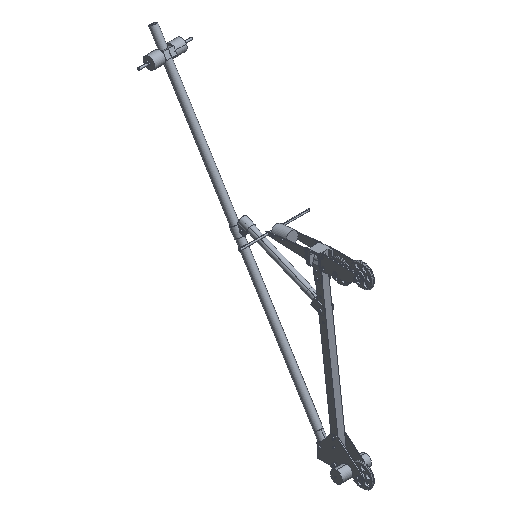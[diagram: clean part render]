
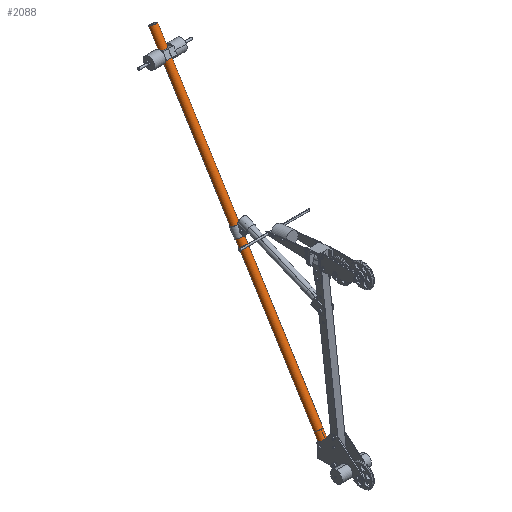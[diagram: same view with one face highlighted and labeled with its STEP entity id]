
A CAD part, isometric view. The second image highlights one B-rep face of the part: STEP entity #2088.
In plain terms, the highlighted cylindrical face has radius 15 mm (diameter 30 mm), a partial arc.
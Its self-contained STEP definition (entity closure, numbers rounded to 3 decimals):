
#1111 = VERTEX_POINT ( 'NONE', #9838 ) ;
#1112 = VERTEX_POINT ( 'NONE', #9839 ) ;
#1113 = VERTEX_POINT ( 'NONE', #9840 ) ;
#1114 = VERTEX_POINT ( 'NONE', #9841 ) ;
#2088 = ADVANCED_FACE ( 'NONE', ( #13834 ), #13841, .T. ) ;
#2895 = EDGE_CURVE ( 'NONE', #1112, #1111, #19843, .T. ) ;
#2898 = EDGE_CURVE ( 'NONE', #1114, #1113, #19847, .T. ) ;
#2901 = EDGE_CURVE ( 'NONE', #1112, #1114, #19850, .T. ) ;
#2903 = EDGE_CURVE ( 'NONE', #1111, #1113, #19848, .T. ) ;
#4637 = EDGE_LOOP ( 'NONE', ( #5233, #5234, #5235, #5236 ) ) ;
#5233 = ORIENTED_EDGE ( 'NONE', *, *, #2903, .F. ) ;
#5234 = ORIENTED_EDGE ( 'NONE', *, *, #2895, .F. ) ;
#5235 = ORIENTED_EDGE ( 'NONE', *, *, #2901, .T. ) ;
#5236 = ORIENTED_EDGE ( 'NONE', *, *, #2898, .T. ) ;
#8737 = AXIS2_PLACEMENT_3D ( 'NONE', #14994, #14997, #14998 ) ;
#9838 = CARTESIAN_POINT ( 'NONE',  ( 0., 1400., 15. ) ) ;
#9839 = CARTESIAN_POINT ( 'NONE',  ( 0., 1400., -15. ) ) ;
#9840 = CARTESIAN_POINT ( 'NONE',  ( 0., 0., 15. ) ) ;
#9841 = CARTESIAN_POINT ( 'NONE',  ( 0., 0., -15. ) ) ;
#13834 = FACE_OUTER_BOUND ( 'NONE', #4637, .T. ) ;
#13841 = CYLINDRICAL_SURFACE ( 'NONE', #8737, 15. ) ;
#14994 = CARTESIAN_POINT ( 'NONE',  ( 0., 1400., 0. ) ) ;
#14997 = DIRECTION ( 'NONE',  ( 0., -1., 0. ) ) ;
#14998 = DIRECTION ( 'NONE',  ( 0., 0., -1. ) ) ;
#16123 = AXIS2_PLACEMENT_3D ( 'NONE', #20730, #20731, #20732 ) ;
#16126 = AXIS2_PLACEMENT_3D ( 'NONE', #20736, #20738, #20739 ) ;
#19841 = VECTOR ( 'NONE', #20747, 1000. ) ;
#19843 = CIRCLE ( 'NONE', #16123, 15. ) ;
#19847 = CIRCLE ( 'NONE', #16126, 15. ) ;
#19848 = LINE ( 'NONE', #20751, #19849 ) ;
#19849 = VECTOR ( 'NONE', #20752, 1000. ) ;
#19850 = LINE ( 'NONE', #20741, #19841 ) ;
#20730 = CARTESIAN_POINT ( 'NONE',  ( 0., 1400., 0. ) ) ;
#20731 = DIRECTION ( 'NONE',  ( 0., 1., 0. ) ) ;
#20732 = DIRECTION ( 'NONE',  ( 0., 0., 1. ) ) ;
#20736 = CARTESIAN_POINT ( 'NONE',  ( 0., 0., 0. ) ) ;
#20738 = DIRECTION ( 'NONE',  ( 0., 1., 0. ) ) ;
#20739 = DIRECTION ( 'NONE',  ( 0., 0., 1. ) ) ;
#20741 = CARTESIAN_POINT ( 'NONE',  ( 0., 1400., -15. ) ) ;
#20747 = DIRECTION ( 'NONE',  ( 0., -1., 0. ) ) ;
#20751 = CARTESIAN_POINT ( 'NONE',  ( 0., 1400., 15. ) ) ;
#20752 = DIRECTION ( 'NONE',  ( 0., -1., 0. ) ) ;
